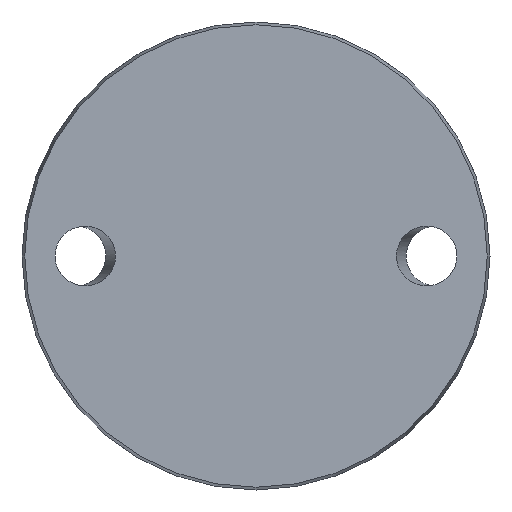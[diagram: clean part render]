
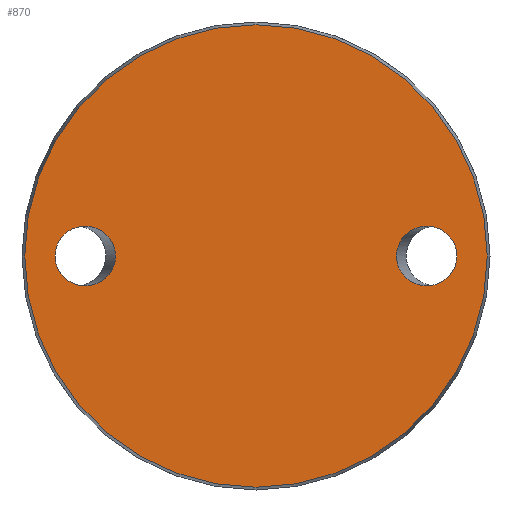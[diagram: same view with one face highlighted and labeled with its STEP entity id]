
A CAD part, front view. The second image highlights one B-rep face of the part: STEP entity #870.
In plain terms, the highlighted planar face has unit normal (0, -1, 0).
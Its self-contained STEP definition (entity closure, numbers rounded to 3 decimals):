
#7 = DIRECTION ( 'NONE',  ( 0., 0., -1. ) ) ;
#16 = ORIENTED_EDGE ( 'NONE', *, *, #168, .F. ) ;
#35 = CARTESIAN_POINT ( 'NONE',  ( 42.087, 0., -12.5 ) ) ;
#111 = EDGE_CURVE ( 'NONE', #464, #464, #493, .T. ) ;
#119 = CARTESIAN_POINT ( 'NONE',  ( -48.425, 0., 0. ) ) ;
#168 = EDGE_CURVE ( 'NONE', #234, #234, #680, .T. ) ;
#177 = CARTESIAN_POINT ( 'NONE',  ( -42.087, 0., 0. ) ) ;
#192 = CARTESIAN_POINT ( 'NONE',  ( 42.087, 0., 0. ) ) ;
#195 = FACE_BOUND ( 'NONE', #716, .T. ) ;
#215 = DIRECTION ( 'NONE',  ( 0., 0., 1. ) ) ;
#234 = VERTEX_POINT ( 'NONE', #940 ) ;
#238 = CARTESIAN_POINT ( 'NONE',  ( -29.413, 0., 12.5 ) ) ;
#280 = CARTESIAN_POINT ( 'NONE',  ( 29.413, 0., 12.5 ) ) ;
#339 = CARTESIAN_POINT ( 'NONE',  ( 0., 0., 0. ) ) ;
#358 = DIRECTION ( 'NONE',  ( 0., 1., 0. ) ) ;
#382 = AXIS2_PLACEMENT_3D ( 'NONE', #339, #726, #7 ) ;
#385 = AXIS2_PLACEMENT_3D ( 'NONE', #119, #358, #215 ) ;
#397 = CARTESIAN_POINT ( 'NONE',  ( -42.087, 0., 0. ) ) ;
#458 = CARTESIAN_POINT ( 'NONE',  ( -42.087, 0., 0. ) ) ;
#459 = EDGE_CURVE ( 'NONE', #701, #701, #642, .T. ) ;
#464 = VERTEX_POINT ( 'NONE', #624 ) ;
#488 = CARTESIAN_POINT ( 'NONE',  ( -42.087, 0., 12.5 ) ) ;
#493 = CIRCLE ( 'NONE', #382, 48.425 ) ;
#507 = CARTESIAN_POINT ( 'NONE',  ( 42.087, 0., 12.5 ) ) ;
#509 = PLANE ( 'NONE',  #385 ) ;
#515 = CARTESIAN_POINT ( 'NONE',  ( 29.413, 0., 0. ) ) ;
#526 = FACE_OUTER_BOUND ( 'NONE', #534, .T. ) ;
#534 = EDGE_LOOP ( 'NONE', ( #568 ) ) ;
#553 = CARTESIAN_POINT ( 'NONE',  ( -29.413, 0., 0. ) ) ;
#568 = ORIENTED_EDGE ( 'NONE', *, *, #111, .T. ) ;
#586 = CARTESIAN_POINT ( 'NONE',  ( 29.413, 0., 0. ) ) ;
#591 = CARTESIAN_POINT ( 'NONE',  ( 29.413, 0., -12.5 ) ) ;
#624 = CARTESIAN_POINT ( 'NONE',  ( 0., 0., -48.425 ) ) ;
#642 =( BOUNDED_CURVE ( )  B_SPLINE_CURVE ( 3, ( #177, #488, #238, #553, #871, #950, #397 ),
 .UNSPECIFIED., .T., .F. ) 
 B_SPLINE_CURVE_WITH_KNOTS ( ( 4, 3, 4 ),
 ( 0., 3.142, 6.283 ),
 .UNSPECIFIED. ) 
 CURVE ( )  GEOMETRIC_REPRESENTATION_ITEM ( )  RATIONAL_B_SPLINE_CURVE ( ( 1., 0.333, 0.333, 1., 0.333, 0.333, 1. ) ) 
 REPRESENTATION_ITEM ( '' )  );
#659 = EDGE_LOOP ( 'NONE', ( #969 ) ) ;
#680 =( BOUNDED_CURVE ( )  B_SPLINE_CURVE ( 3, ( #515, #591, #35, #192, #507, #280, #586 ),
 .UNSPECIFIED., .T., .F. ) 
 B_SPLINE_CURVE_WITH_KNOTS ( ( 4, 3, 4 ),
 ( 0., 3.142, 6.283 ),
 .UNSPECIFIED. ) 
 CURVE ( )  GEOMETRIC_REPRESENTATION_ITEM ( )  RATIONAL_B_SPLINE_CURVE ( ( 1., 0.333, 0.333, 1., 0.333, 0.333, 1. ) ) 
 REPRESENTATION_ITEM ( '' )  );
#701 = VERTEX_POINT ( 'NONE', #458 ) ;
#716 = EDGE_LOOP ( 'NONE', ( #16 ) ) ;
#726 = DIRECTION ( 'NONE',  ( 0., -1., 0. ) ) ;
#870 = ADVANCED_FACE ( 'NONE', ( #925, #195, #526 ), #509, .F. ) ;
#871 = CARTESIAN_POINT ( 'NONE',  ( -29.413, 0., -12.5 ) ) ;
#925 = FACE_BOUND ( 'NONE', #659, .T. ) ;
#940 = CARTESIAN_POINT ( 'NONE',  ( 29.413, 0., 0. ) ) ;
#950 = CARTESIAN_POINT ( 'NONE',  ( -42.087, 0., -12.5 ) ) ;
#969 = ORIENTED_EDGE ( 'NONE', *, *, #459, .T. ) ;
